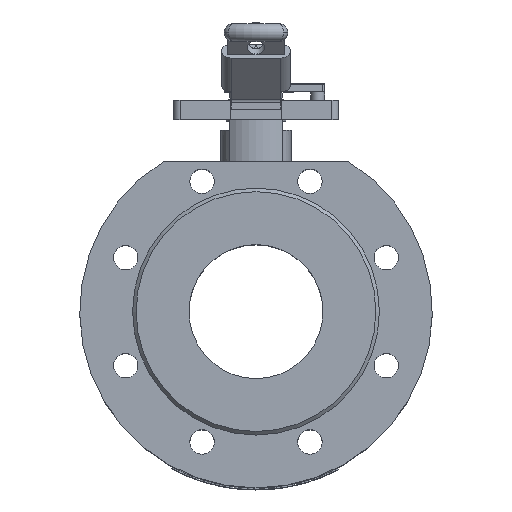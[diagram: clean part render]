
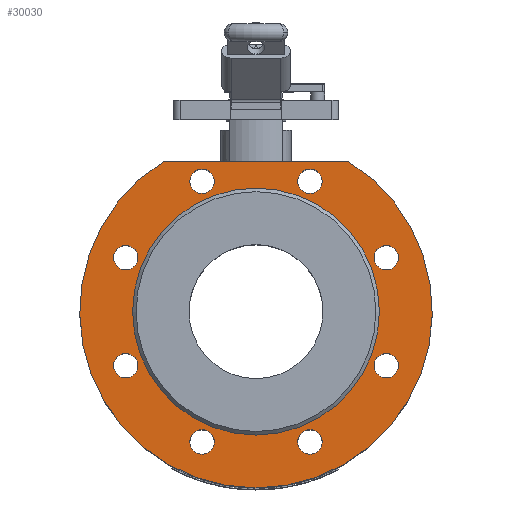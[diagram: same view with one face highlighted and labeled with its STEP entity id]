
A CAD part, top view. The second image highlights one B-rep face of the part: STEP entity #30030.
In plain terms, the highlighted planar face has unit normal (0, 0, 1).
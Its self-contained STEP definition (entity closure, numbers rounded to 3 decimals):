
#485=FACE_BOUND('',#10036,.T.);
#486=FACE_BOUND('',#10037,.T.);
#487=FACE_BOUND('',#10038,.T.);
#488=FACE_BOUND('',#10039,.T.);
#489=FACE_BOUND('',#10040,.T.);
#490=FACE_BOUND('',#10041,.T.);
#491=FACE_BOUND('',#10042,.T.);
#492=FACE_BOUND('',#10043,.T.);
#493=FACE_BOUND('',#10044,.T.);
#4272=LINE('',#62160,#6477);
#6477=VECTOR('',#35976,10.);
#8222=FACE_OUTER_BOUND('',#10035,.T.);
#10035=EDGE_LOOP('',(#24991,#24992));
#10036=EDGE_LOOP('',(#24993));
#10037=EDGE_LOOP('',(#24994));
#10038=EDGE_LOOP('',(#24995));
#10039=EDGE_LOOP('',(#24996));
#10040=EDGE_LOOP('',(#24997));
#10041=EDGE_LOOP('',(#24998));
#10042=EDGE_LOOP('',(#24999));
#10043=EDGE_LOOP('',(#25000));
#10044=EDGE_LOOP('',(#25001));
#10788=CIRCLE('',#31383,100.);
#10789=CIRCLE('',#31399,6.918);
#10793=CIRCLE('',#31405,6.918);
#10797=CIRCLE('',#31411,6.918);
#10801=CIRCLE('',#31417,6.918);
#10805=CIRCLE('',#31423,6.918);
#10809=CIRCLE('',#31429,6.918);
#10813=CIRCLE('',#31435,6.918);
#10817=CIRCLE('',#31441,6.918);
#10826=CIRCLE('',#31460,70.);
#13367=VERTEX_POINT('',#62033);
#13368=VERTEX_POINT('',#62035);
#13369=VERTEX_POINT('',#62053);
#13373=VERTEX_POINT('',#62063);
#13377=VERTEX_POINT('',#62073);
#13381=VERTEX_POINT('',#62083);
#13385=VERTEX_POINT('',#62093);
#13389=VERTEX_POINT('',#62103);
#13393=VERTEX_POINT('',#62113);
#13397=VERTEX_POINT('',#62123);
#13406=VERTEX_POINT('',#62153);
#17287=EDGE_CURVE('',#13368,#13367,#10788,.T.);
#17289=EDGE_CURVE('',#13369,#13369,#10789,.T.);
#17293=EDGE_CURVE('',#13373,#13373,#10793,.T.);
#17297=EDGE_CURVE('',#13377,#13377,#10797,.T.);
#17301=EDGE_CURVE('',#13381,#13381,#10801,.T.);
#17305=EDGE_CURVE('',#13385,#13385,#10805,.T.);
#17309=EDGE_CURVE('',#13389,#13389,#10809,.T.);
#17313=EDGE_CURVE('',#13393,#13393,#10813,.T.);
#17317=EDGE_CURVE('',#13397,#13397,#10817,.T.);
#17328=EDGE_CURVE('',#13406,#13406,#10826,.T.);
#17330=EDGE_CURVE('',#13367,#13368,#4272,.T.);
#24991=ORIENTED_EDGE('',*,*,#17330,.T.);
#24992=ORIENTED_EDGE('',*,*,#17287,.T.);
#24993=ORIENTED_EDGE('',*,*,#17289,.T.);
#24994=ORIENTED_EDGE('',*,*,#17293,.T.);
#24995=ORIENTED_EDGE('',*,*,#17297,.T.);
#24996=ORIENTED_EDGE('',*,*,#17301,.T.);
#24997=ORIENTED_EDGE('',*,*,#17305,.T.);
#24998=ORIENTED_EDGE('',*,*,#17309,.T.);
#24999=ORIENTED_EDGE('',*,*,#17313,.T.);
#25000=ORIENTED_EDGE('',*,*,#17317,.T.);
#25001=ORIENTED_EDGE('',*,*,#17328,.T.);
#26960=PLANE('',#31465);
#30030=ADVANCED_FACE('',(#8222,#485,#486,#487,#488,#489,#490,#491,#492,
#493),#26960,.T.);
#31383=AXIS2_PLACEMENT_3D('',#62036,#35808,#35809);
#31399=AXIS2_PLACEMENT_3D('',#62054,#35841,#35842);
#31405=AXIS2_PLACEMENT_3D('',#62064,#35853,#35854);
#31411=AXIS2_PLACEMENT_3D('',#62074,#35865,#35866);
#31417=AXIS2_PLACEMENT_3D('',#62084,#35877,#35878);
#31423=AXIS2_PLACEMENT_3D('',#62094,#35889,#35890);
#31429=AXIS2_PLACEMENT_3D('',#62104,#35901,#35902);
#31435=AXIS2_PLACEMENT_3D('',#62114,#35913,#35914);
#31441=AXIS2_PLACEMENT_3D('',#62124,#35925,#35926);
#31460=AXIS2_PLACEMENT_3D('',#62154,#35965,#35966);
#31465=AXIS2_PLACEMENT_3D('',#62161,#35977,#35978);
#35808=DIRECTION('center_axis',(0.,0.,1.));
#35809=DIRECTION('ref_axis',(0.527,-0.85,0.));
#35841=DIRECTION('center_axis',(0.,0.,-1.));
#35842=DIRECTION('ref_axis',(-1.,0.,0.));
#35853=DIRECTION('center_axis',(0.,0.,-1.));
#35854=DIRECTION('ref_axis',(-1.,0.,0.));
#35865=DIRECTION('center_axis',(0.,0.,-1.));
#35866=DIRECTION('ref_axis',(-1.,0.,0.));
#35877=DIRECTION('center_axis',(0.,0.,-1.));
#35878=DIRECTION('ref_axis',(-1.,0.,0.));
#35889=DIRECTION('center_axis',(0.,0.,-1.));
#35890=DIRECTION('ref_axis',(-1.,0.,0.));
#35901=DIRECTION('center_axis',(0.,0.,-1.));
#35902=DIRECTION('ref_axis',(-1.,0.,0.));
#35913=DIRECTION('center_axis',(0.,0.,-1.));
#35914=DIRECTION('ref_axis',(-1.,0.,0.));
#35925=DIRECTION('center_axis',(0.,0.,-1.));
#35926=DIRECTION('ref_axis',(-1.,0.,0.));
#35965=DIRECTION('center_axis',(0.,0.,-1.));
#35966=DIRECTION('ref_axis',(-1.,0.,0.));
#35976=DIRECTION('',(-1.,0.,0.));
#35977=DIRECTION('center_axis',(0.,0.,1.));
#35978=DIRECTION('ref_axis',(1.,0.,0.));
#62033=CARTESIAN_POINT('',(52.678,85.,57.5));
#62035=CARTESIAN_POINT('',(-52.678,85.,57.5));
#62036=CARTESIAN_POINT('Origin',(0.,0.,57.5));
#62053=CARTESIAN_POINT('',(-66.993,-30.615,57.5));
#62054=CARTESIAN_POINT('Origin',(-73.91,-30.615,57.5));
#62063=CARTESIAN_POINT('',(80.828,-30.615,57.5));
#62064=CARTESIAN_POINT('Origin',(73.91,-30.615,57.5));
#62073=CARTESIAN_POINT('',(37.532,73.91,57.5));
#62074=CARTESIAN_POINT('Origin',(30.615,73.91,57.5));
#62083=CARTESIAN_POINT('',(-66.993,30.615,57.5));
#62084=CARTESIAN_POINT('Origin',(-73.91,30.615,57.5));
#62093=CARTESIAN_POINT('',(-23.697,73.91,57.5));
#62094=CARTESIAN_POINT('Origin',(-30.615,73.91,57.5));
#62103=CARTESIAN_POINT('',(80.828,30.615,57.5));
#62104=CARTESIAN_POINT('Origin',(73.91,30.615,57.5));
#62113=CARTESIAN_POINT('',(-23.697,-73.91,57.5));
#62114=CARTESIAN_POINT('Origin',(-30.615,-73.91,57.5));
#62123=CARTESIAN_POINT('',(37.532,-73.91,57.5));
#62124=CARTESIAN_POINT('Origin',(30.615,-73.91,57.5));
#62153=CARTESIAN_POINT('',(70.,0.,57.5));
#62154=CARTESIAN_POINT('Origin',(0.,0.,57.5));
#62160=CARTESIAN_POINT('',(-52.678,85.,57.5));
#62161=CARTESIAN_POINT('Origin',(0.,2.135,
57.5));
